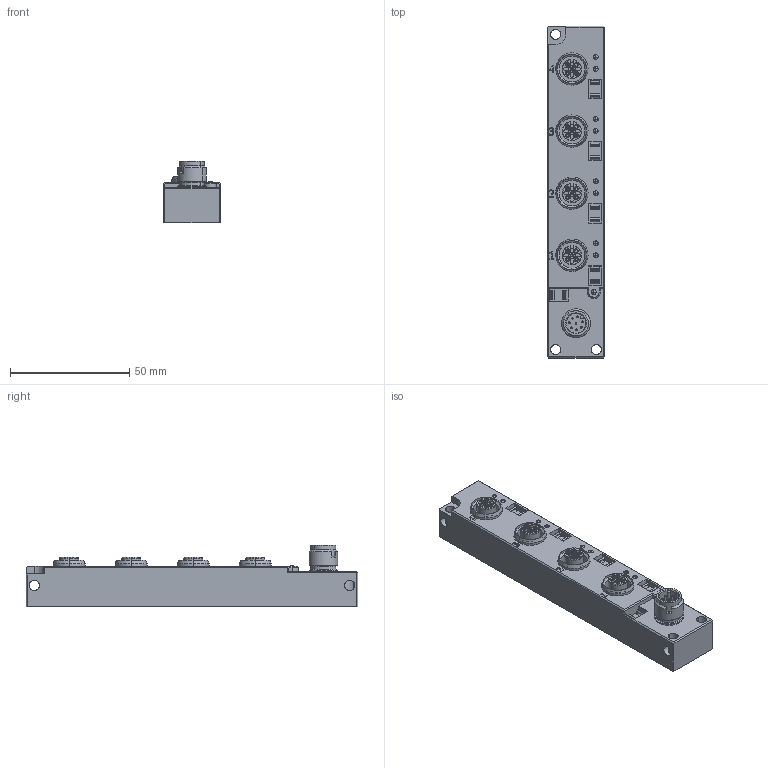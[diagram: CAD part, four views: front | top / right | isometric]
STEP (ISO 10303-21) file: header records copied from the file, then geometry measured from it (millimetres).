
FILE_DESCRIPTION(('CATIA V5 STEP Exchange','CAx-IF Rec.Pracs.--- Model Styling and Organization---1.4--- 2014-01-23'),'2;1');
FILE_NAME ('010060-1_0', '2021-02-25T08:05:37+00:00', ('none'), ('Weidmueller'), 'CATIA Version 5-6 Release 2016 SP3 HF44', 'CATIA V5 STEP AP214', 'none');
FILE_SCHEMA(('AUTOMOTIVE_DESIGN { 1 0 10303 214 1 1 1 1 }'));
Products named in the file (1): 1267330000
Bounding box: 24 x 139 x 25.9 mm (x, y, z)
Volume: 53790.1 mm3; surface area: 23482.2 mm2
Topology: 51 solids, 71 shells, 1829 faces, 4719 edges, 2962 vertices
Faces by surface type: plane 733, cylinder 675, cone 253, bspline 95, sphere 68, torus 5
Entity records: 59532 total; most frequent: CARTESIAN_POINT 20123, ORIENTED_EDGE 9238, DIRECTION 5877, EDGE_CURVE 4619, VERTEX_POINT 2962, AXIS2_PLACEMENT_3D 2583, EDGE_LOOP 2027, VECTOR 1947
